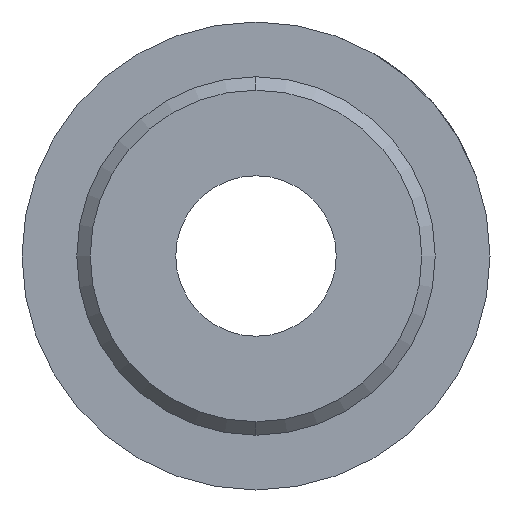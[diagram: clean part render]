
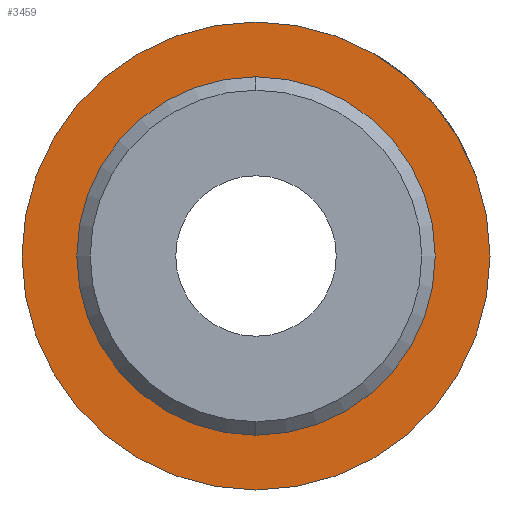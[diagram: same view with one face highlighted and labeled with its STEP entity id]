
A CAD part, left-side view. The second image highlights one B-rep face of the part: STEP entity #3459.
In plain terms, the highlighted planar face has unit normal (-1, 0, 0).
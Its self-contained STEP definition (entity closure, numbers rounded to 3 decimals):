
#67 = AXIS2_PLACEMENT_3D ( 'NONE', #4340, #4845, #4899 ) ;
#84 = CARTESIAN_POINT ( 'NONE',  ( 21., 0., -6.7 ) ) ;
#187 = DIRECTION ( 'NONE',  ( 0., 0., 1. ) ) ;
#264 = ORIENTED_EDGE ( 'NONE', *, *, #5784, .T. ) ;
#623 = EDGE_CURVE ( 'NONE', #4669, #2474, #1226, .T. ) ;
#1091 = CARTESIAN_POINT ( 'NONE',  ( 21., 0., 0. ) ) ;
#1190 = FACE_BOUND ( 'NONE', #4459, .T. ) ;
#1226 = CIRCLE ( 'NONE', #1727, 8.75 ) ;
#1623 = AXIS2_PLACEMENT_3D ( 'NONE', #5025, #4965, #3586 ) ;
#1727 = AXIS2_PLACEMENT_3D ( 'NONE', #3548, #3263, #1935 ) ;
#1890 = ORIENTED_EDGE ( 'NONE', *, *, #623, .T. ) ;
#1935 = DIRECTION ( 'NONE',  ( 0., 0., 1. ) ) ;
#2041 = DIRECTION ( 'NONE',  ( -1., 0., 0. ) ) ;
#2369 = VERTEX_POINT ( 'NONE', #84 ) ;
#2474 = VERTEX_POINT ( 'NONE', #2621 ) ;
#2614 = AXIS2_PLACEMENT_3D ( 'NONE', #3921, #2041, #4873 ) ;
#2621 = CARTESIAN_POINT ( 'NONE',  ( 21., 0., 8.75 ) ) ;
#2786 = EDGE_CURVE ( 'NONE', #4728, #2369, #3376, .T. ) ;
#3065 = PLANE ( 'NONE',  #67 ) ;
#3263 = DIRECTION ( 'NONE',  ( -1., 0., 0. ) ) ;
#3282 = ORIENTED_EDGE ( 'NONE', *, *, #4187, .F. ) ;
#3314 = ORIENTED_EDGE ( 'NONE', *, *, #2786, .F. ) ;
#3376 = CIRCLE ( 'NONE', #1623, 6.7 ) ;
#3459 = ADVANCED_FACE ( 'NONE', ( #5364, #1190 ), #3065, .T. ) ;
#3548 = CARTESIAN_POINT ( 'NONE',  ( 21., 0., 0. ) ) ;
#3586 = DIRECTION ( 'NONE',  ( 0., 0., 1. ) ) ;
#3590 = CIRCLE ( 'NONE', #4734, 8.75 ) ;
#3746 = CARTESIAN_POINT ( 'NONE',  ( 21., 0., -8.75 ) ) ;
#3921 = CARTESIAN_POINT ( 'NONE',  ( 21., 0., 0. ) ) ;
#4005 = DIRECTION ( 'NONE',  ( -1., 0., 0. ) ) ;
#4187 = EDGE_CURVE ( 'NONE', #2369, #4728, #4923, .T. ) ;
#4340 = CARTESIAN_POINT ( 'NONE',  ( 21., 6.7, 0. ) ) ;
#4459 = EDGE_LOOP ( 'NONE', ( #3314, #3282 ) ) ;
#4669 = VERTEX_POINT ( 'NONE', #3746 ) ;
#4704 = CARTESIAN_POINT ( 'NONE',  ( 21., 0., 6.7 ) ) ;
#4728 = VERTEX_POINT ( 'NONE', #4704 ) ;
#4734 = AXIS2_PLACEMENT_3D ( 'NONE', #1091, #4005, #187 ) ;
#4845 = DIRECTION ( 'NONE',  ( -1., 0., 0. ) ) ;
#4873 = DIRECTION ( 'NONE',  ( 0., 0., 1. ) ) ;
#4899 = DIRECTION ( 'NONE',  ( 0., 0., 1. ) ) ;
#4923 = CIRCLE ( 'NONE', #2614, 6.7 ) ;
#4965 = DIRECTION ( 'NONE',  ( -1., 0., 0. ) ) ;
#5025 = CARTESIAN_POINT ( 'NONE',  ( 21., 0., 0. ) ) ;
#5364 = FACE_OUTER_BOUND ( 'NONE', #5487, .T. ) ;
#5487 = EDGE_LOOP ( 'NONE', ( #264, #1890 ) ) ;
#5784 = EDGE_CURVE ( 'NONE', #2474, #4669, #3590, .T. ) ;
